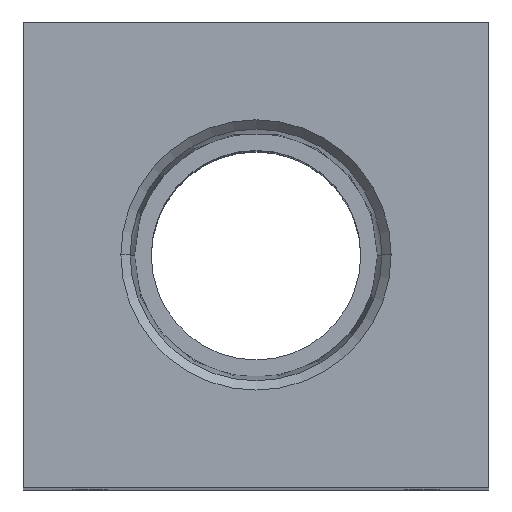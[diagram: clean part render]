
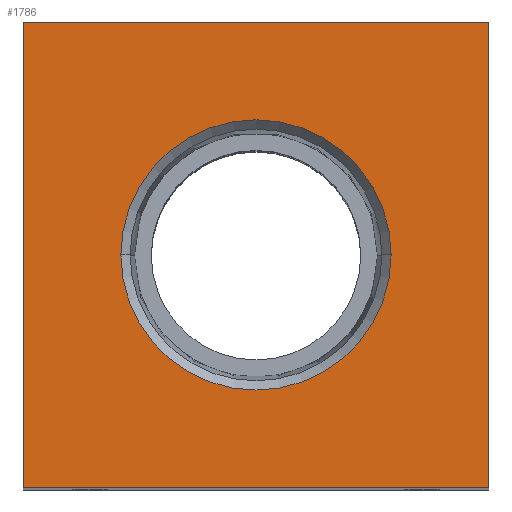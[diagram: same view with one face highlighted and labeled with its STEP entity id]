
A CAD part, top view. The second image highlights one B-rep face of the part: STEP entity #1786.
In plain terms, the highlighted planar face has unit normal (0, 0, 1).
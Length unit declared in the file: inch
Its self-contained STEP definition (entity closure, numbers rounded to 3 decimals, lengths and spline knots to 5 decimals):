
#5 = CARTESIAN_POINT ( 'NONE',  ( -0.625, -0.625, 1.625 ) ) ;
#27 = DIRECTION ( 'NONE',  ( 0., 0., 1. ) ) ;
#54 = VECTOR ( 'NONE', #1262, 39.37008 ) ;
#68 = CARTESIAN_POINT ( 'NONE',  ( -0.3626, 0., 1.625 ) ) ;
#104 = LINE ( 'NONE', #1940, #1820 ) ;
#124 = DIRECTION ( 'NONE',  ( 0., 0., 1. ) ) ;
#219 = AXIS2_PLACEMENT_3D ( 'NONE', #1138, #124, #1305 ) ;
#330 = CARTESIAN_POINT ( 'NONE',  ( 0.625, 0.625, 1.625 ) ) ;
#380 = AXIS2_PLACEMENT_3D ( 'NONE', #382, #27, #722 ) ;
#382 = CARTESIAN_POINT ( 'NONE',  ( 0., 0., 1.625 ) ) ;
#408 = CARTESIAN_POINT ( 'NONE',  ( 0.625, -0.625, 1.625 ) ) ;
#444 = EDGE_LOOP ( 'NONE', ( #1382, #463 ) ) ;
#456 = DIRECTION ( 'NONE',  ( 0., 1., 0. ) ) ;
#458 = LINE ( 'NONE', #1271, #54 ) ;
#460 = AXIS2_PLACEMENT_3D ( 'NONE', #837, #784, #777 ) ;
#463 = ORIENTED_EDGE ( 'NONE', *, *, #1286, .F. ) ;
#544 = CARTESIAN_POINT ( 'NONE',  ( 0.625, -0.625, 1.625 ) ) ;
#547 = VERTEX_POINT ( 'NONE', #5 ) ;
#614 = CIRCLE ( 'NONE', #460, 0.3626 ) ;
#715 = CARTESIAN_POINT ( 'NONE',  ( 0.3626, 0., 1.625 ) ) ;
#722 = DIRECTION ( 'NONE',  ( 1., 0., 0. ) ) ;
#728 = EDGE_CURVE ( 'NONE', #547, #1416, #104, .T. ) ;
#777 = DIRECTION ( 'NONE',  ( 1., 0., 0. ) ) ;
#784 = DIRECTION ( 'NONE',  ( 0., 0., 1. ) ) ;
#796 = EDGE_CURVE ( 'NONE', #901, #547, #458, .T. ) ;
#800 = CARTESIAN_POINT ( 'NONE',  ( -0.625, 0.625, 1.625 ) ) ;
#813 = ORIENTED_EDGE ( 'NONE', *, *, #728, .T. ) ;
#837 = CARTESIAN_POINT ( 'NONE',  ( 0., 0., 1.625 ) ) ;
#852 = VERTEX_POINT ( 'NONE', #1067 ) ;
#901 = VERTEX_POINT ( 'NONE', #800 ) ;
#940 = VECTOR ( 'NONE', #456, 39.37008 ) ;
#1067 = CARTESIAN_POINT ( 'NONE',  ( 0.625, 0.625, 1.625 ) ) ;
#1089 = ORIENTED_EDGE ( 'NONE', *, *, #796, .T. ) ;
#1138 = CARTESIAN_POINT ( 'NONE',  ( 0., 0., 1.625 ) ) ;
#1176 = VECTOR ( 'NONE', #1317, 39.37008 ) ;
#1257 = FACE_BOUND ( 'NONE', #444, .T. ) ;
#1262 = DIRECTION ( 'NONE',  ( 0., -1., 0. ) ) ;
#1271 = CARTESIAN_POINT ( 'NONE',  ( -0.625, -0.625, 1.625 ) ) ;
#1286 = EDGE_CURVE ( 'NONE', #1524, #1761, #614, .T. ) ;
#1305 = DIRECTION ( 'NONE',  ( 1., 0., 0. ) ) ;
#1309 = FACE_OUTER_BOUND ( 'NONE', #1326, .T. ) ;
#1317 = DIRECTION ( 'NONE',  ( -1., 0., 0. ) ) ;
#1326 = EDGE_LOOP ( 'NONE', ( #1089, #813, #1465, #1621 ) ) ;
#1331 = CIRCLE ( 'NONE', #219, 0.3626 ) ;
#1372 = EDGE_CURVE ( 'NONE', #1416, #852, #1376, .T. ) ;
#1376 = LINE ( 'NONE', #544, #940 ) ;
#1382 = ORIENTED_EDGE ( 'NONE', *, *, #2036, .F. ) ;
#1416 = VERTEX_POINT ( 'NONE', #408 ) ;
#1465 = ORIENTED_EDGE ( 'NONE', *, *, #1372, .T. ) ;
#1524 = VERTEX_POINT ( 'NONE', #68 ) ;
#1621 = ORIENTED_EDGE ( 'NONE', *, *, #2092, .T. ) ;
#1708 = PLANE ( 'NONE',  #380 ) ;
#1726 = LINE ( 'NONE', #330, #1176 ) ;
#1761 = VERTEX_POINT ( 'NONE', #715 ) ;
#1786 = ADVANCED_FACE ( 'NONE', ( #1257, #1309 ), #1708, .T. ) ;
#1820 = VECTOR ( 'NONE', #1907, 39.37008 ) ;
#1907 = DIRECTION ( 'NONE',  ( 1., 0., 0. ) ) ;
#1940 = CARTESIAN_POINT ( 'NONE',  ( 0.625, -0.625, 1.625 ) ) ;
#2036 = EDGE_CURVE ( 'NONE', #1761, #1524, #1331, .T. ) ;
#2092 = EDGE_CURVE ( 'NONE', #852, #901, #1726, .T. ) ;
